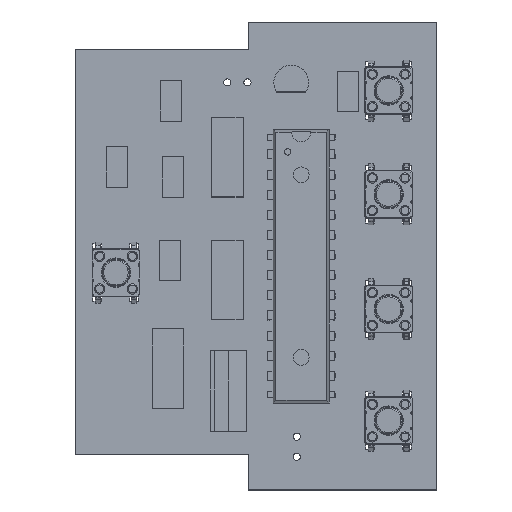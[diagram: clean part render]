
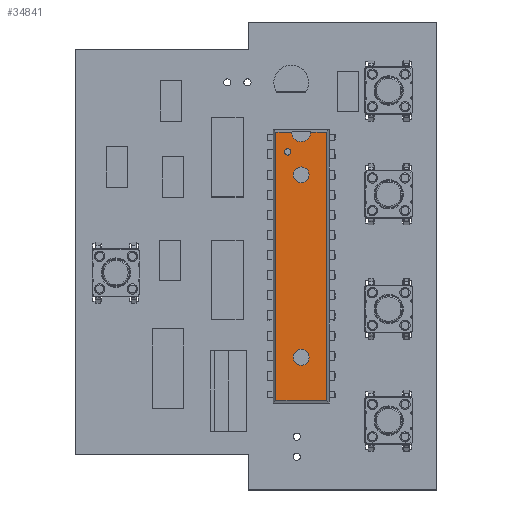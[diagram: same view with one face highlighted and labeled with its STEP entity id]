
A CAD part, top view. The second image highlights one B-rep face of the part: STEP entity #34841.
In plain terms, the highlighted face is planar.
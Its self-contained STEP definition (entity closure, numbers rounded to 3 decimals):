
#34518 = VERTEX_POINT('',#34519);
#34519 = CARTESIAN_POINT('',(16.912,2.032,-3.198));
#34525 = EDGE_CURVE('',#34526,#34518,#34528,.T.);
#34526 = VERTEX_POINT('',#34527);
#34527 = CARTESIAN_POINT('',(16.912,2.032,3.198));
#34528 = LINE('',#34529,#34530);
#34529 = CARTESIAN_POINT('',(16.912,2.032,0.));
#34530 = VECTOR('',#34531,1.);
#34531 = DIRECTION('',(0.,0.,-1.));
#34647 = VERTEX_POINT('',#34648);
#34648 = CARTESIAN_POINT('',(-16.912,2.032,-3.198));
#34654 = EDGE_CURVE('',#34518,#34647,#34655,.T.);
#34655 = LINE('',#34656,#34657);
#34656 = CARTESIAN_POINT('',(0.,2.032,-3.198));
#34657 = VECTOR('',#34658,1.);
#34658 = DIRECTION('',(-1.,0.,0.));
#34669 = EDGE_CURVE('',#34670,#34672,#34674,.T.);
#34670 = VERTEX_POINT('',#34671);
#34671 = CARTESIAN_POINT('',(-16.912,2.032,1.2));
#34672 = VERTEX_POINT('',#34673);
#34673 = CARTESIAN_POINT('',(-16.912,2.032,3.198));
#34674 = LINE('',#34675,#34676);
#34675 = CARTESIAN_POINT('',(-16.912,2.032,0.));
#34676 = VECTOR('',#34677,1.);
#34677 = DIRECTION('',(0.,0.,1.));
#34696 = VERTEX_POINT('',#34697);
#34697 = CARTESIAN_POINT('',(-16.912,2.032,-1.2));
#34703 = EDGE_CURVE('',#34647,#34696,#34704,.T.);
#34704 = LINE('',#34705,#34706);
#34705 = CARTESIAN_POINT('',(-16.912,2.032,0.));
#34706 = VECTOR('',#34707,1.);
#34707 = DIRECTION('',(0.,0.,1.));
#34830 = EDGE_CURVE('',#34672,#34526,#34831,.T.);
#34831 = LINE('',#34832,#34833);
#34832 = CARTESIAN_POINT('',(0.,2.032,3.198));
#34833 = VECTOR('',#34834,1.);
#34834 = DIRECTION('',(1.,0.,0.));
#34841 = ADVANCED_FACE('',(#34842,#34853,#34864,#34875),#34889,.F.);
#34842 = FACE_BOUND('',#34843,.T.);
#34843 = EDGE_LOOP('',(#34844));
#34844 = ORIENTED_EDGE('',*,*,#34845,.F.);
#34845 = EDGE_CURVE('',#34846,#34846,#34848,.T.);
#34846 = VERTEX_POINT('',#34847);
#34847 = CARTESIAN_POINT('',(-14.412,2.032,2.098));
#34848 = CIRCLE('',#34849,0.4);
#34849 = AXIS2_PLACEMENT_3D('',#34850,#34851,#34852);
#34850 = CARTESIAN_POINT('',(-14.412,2.032,1.698));
#34851 = DIRECTION('',(0.,1.,0.));
#34852 = DIRECTION('',(0.,0.,1.));
#34853 = FACE_BOUND('',#34854,.T.);
#34854 = EDGE_LOOP('',(#34855));
#34855 = ORIENTED_EDGE('',*,*,#34856,.T.);
#34856 = EDGE_CURVE('',#34857,#34857,#34859,.T.);
#34857 = VERTEX_POINT('',#34858);
#34858 = CARTESIAN_POINT('',(11.512,2.032,1.));
#34859 = CIRCLE('',#34860,1.);
#34860 = AXIS2_PLACEMENT_3D('',#34861,#34862,#34863);
#34861 = CARTESIAN_POINT('',(11.512,2.032,0.));
#34862 = DIRECTION('',(0.,-1.,0.));
#34863 = DIRECTION('',(0.,0.,1.));
#34864 = FACE_BOUND('',#34865,.T.);
#34865 = EDGE_LOOP('',(#34866));
#34866 = ORIENTED_EDGE('',*,*,#34867,.F.);
#34867 = EDGE_CURVE('',#34868,#34868,#34870,.T.);
#34868 = VERTEX_POINT('',#34869);
#34869 = CARTESIAN_POINT('',(-11.512,2.032,1.));
#34870 = CIRCLE('',#34871,1.);
#34871 = AXIS2_PLACEMENT_3D('',#34872,#34873,#34874);
#34872 = CARTESIAN_POINT('',(-11.512,2.032,0.));
#34873 = DIRECTION('',(0.,1.,0.));
#34874 = DIRECTION('',(0.,0.,1.));
#34875 = FACE_BOUND('',#34876,.T.);
#34876 = EDGE_LOOP('',(#34877,#34878,#34885,#34886,#34887,#34888));
#34877 = ORIENTED_EDGE('',*,*,#34703,.T.);
#34878 = ORIENTED_EDGE('',*,*,#34879,.F.);
#34879 = EDGE_CURVE('',#34670,#34696,#34880,.T.);
#34880 = CIRCLE('',#34881,1.2);
#34881 = AXIS2_PLACEMENT_3D('',#34882,#34883,#34884);
#34882 = CARTESIAN_POINT('',(-16.912,2.032,0.));
#34883 = DIRECTION('',(0.,1.,0.));
#34884 = DIRECTION('',(0.,0.,-1.));
#34885 = ORIENTED_EDGE('',*,*,#34669,.T.);
#34886 = ORIENTED_EDGE('',*,*,#34830,.T.);
#34887 = ORIENTED_EDGE('',*,*,#34525,.T.);
#34888 = ORIENTED_EDGE('',*,*,#34654,.T.);
#34889 = PLANE('',#34890);
#34890 = AXIS2_PLACEMENT_3D('',#34891,#34892,#34893);
#34891 = CARTESIAN_POINT('',(0.,2.032,0.));
#34892 = DIRECTION('',(0.,-1.,0.));
#34893 = DIRECTION('',(0.,0.,-1.));
